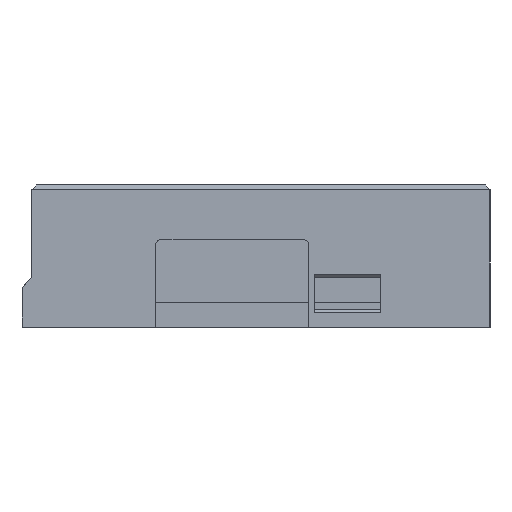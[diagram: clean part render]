
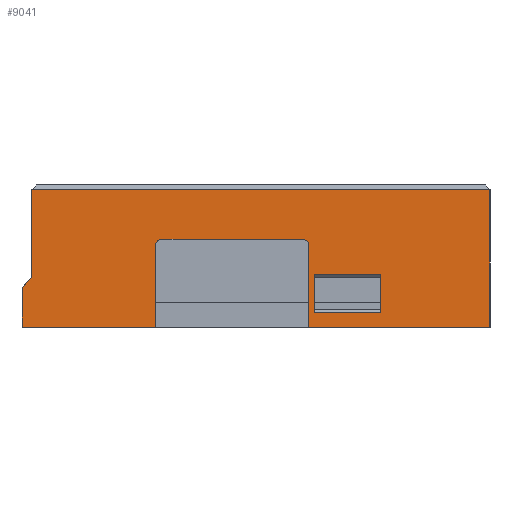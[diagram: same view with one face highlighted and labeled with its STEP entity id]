
A CAD part, left-side view. The second image highlights one B-rep face of the part: STEP entity #9041.
In plain terms, the highlighted planar face has unit normal (-1, 0, 0).
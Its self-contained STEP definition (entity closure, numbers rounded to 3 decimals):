
#78=FACE_BOUND('',#958,.T.);
#231=CIRCLE('',#9613,1.3);
#232=CIRCLE('',#9614,1.3);
#467=FACE_OUTER_BOUND('',#957,.T.);
#957=EDGE_LOOP('',(#6972,#6973,#6974,#6975,#6976,#6977,#6978,#6979,#6980,
#6981,#6982,#6983));
#958=EDGE_LOOP('',(#6984,#6985,#6986,#6987));
#1302=LINE('',#12320,#2486);
#1309=LINE('',#12335,#2493);
#1326=LINE('',#12371,#2510);
#1340=LINE('',#12400,#2524);
#1899=LINE('',#13711,#3083);
#1900=LINE('',#13713,#3084);
#1901=LINE('',#13715,#3085);
#1902=LINE('',#13717,#3086);
#1903=LINE('',#13721,#3087);
#1904=LINE('',#13725,#3088);
#1905=LINE('',#13727,#3089);
#1906=LINE('',#13728,#3090);
#1907=LINE('',#13729,#3091);
#1908=LINE('',#13730,#3092);
#2486=VECTOR('',#9963,10.);
#2493=VECTOR('',#9974,10.);
#2510=VECTOR('',#9997,10.);
#2524=VECTOR('',#10017,10.);
#3083=VECTOR('',#11146,10.);
#3084=VECTOR('',#11149,10.);
#3085=VECTOR('',#11150,10.);
#3086=VECTOR('',#11151,10.);
#3087=VECTOR('',#11154,10.);
#3088=VECTOR('',#11157,10.);
#3089=VECTOR('',#11158,10.);
#3090=VECTOR('',#11159,10.);
#3091=VECTOR('',#11160,10.);
#3092=VECTOR('',#11161,10.);
#3653=VERTEX_POINT('',#12313);
#3656=VERTEX_POINT('',#12318);
#3659=VERTEX_POINT('',#12328);
#3662=VERTEX_POINT('',#12333);
#3677=VERTEX_POINT('',#12368);
#3678=VERTEX_POINT('',#12370);
#3690=VERTEX_POINT('',#12399);
#4155=VERTEX_POINT('',#13699);
#4157=VERTEX_POINT('',#13707);
#4158=VERTEX_POINT('',#13714);
#4159=VERTEX_POINT('',#13716);
#4160=VERTEX_POINT('',#13718);
#4161=VERTEX_POINT('',#13720);
#4162=VERTEX_POINT('',#13722);
#4163=VERTEX_POINT('',#13724);
#4164=VERTEX_POINT('',#13726);
#4536=EDGE_CURVE('',#3656,#3653,#1302,.T.);
#4543=EDGE_CURVE('',#3662,#3659,#1309,.T.);
#4560=EDGE_CURVE('',#3677,#3678,#1326,.T.);
#4574=EDGE_CURVE('',#3690,#3677,#1340,.T.);
#5232=EDGE_CURVE('',#4155,#4157,#1899,.T.);
#5233=EDGE_CURVE('',#3678,#4155,#1900,.T.);
#5234=EDGE_CURVE('',#4158,#3690,#1901,.T.);
#5235=EDGE_CURVE('',#4158,#4159,#1902,.T.);
#5236=EDGE_CURVE('',#4159,#4160,#231,.T.);
#5237=EDGE_CURVE('',#4160,#4161,#1903,.T.);
#5238=EDGE_CURVE('',#4161,#4162,#232,.T.);
#5239=EDGE_CURVE('',#4162,#4163,#1904,.T.);
#5240=EDGE_CURVE('',#4164,#4163,#1905,.T.);
#5241=EDGE_CURVE('',#4164,#4157,#1906,.T.);
#5242=EDGE_CURVE('',#3656,#3659,#1907,.T.);
#5243=EDGE_CURVE('',#3662,#3653,#1908,.T.);
#6972=ORIENTED_EDGE('',*,*,#5232,.F.);
#6973=ORIENTED_EDGE('',*,*,#5233,.F.);
#6974=ORIENTED_EDGE('',*,*,#4560,.F.);
#6975=ORIENTED_EDGE('',*,*,#4574,.F.);
#6976=ORIENTED_EDGE('',*,*,#5234,.F.);
#6977=ORIENTED_EDGE('',*,*,#5235,.T.);
#6978=ORIENTED_EDGE('',*,*,#5236,.T.);
#6979=ORIENTED_EDGE('',*,*,#5237,.T.);
#6980=ORIENTED_EDGE('',*,*,#5238,.T.);
#6981=ORIENTED_EDGE('',*,*,#5239,.T.);
#6982=ORIENTED_EDGE('',*,*,#5240,.F.);
#6983=ORIENTED_EDGE('',*,*,#5241,.T.);
#6984=ORIENTED_EDGE('',*,*,#5242,.T.);
#6985=ORIENTED_EDGE('',*,*,#4543,.F.);
#6986=ORIENTED_EDGE('',*,*,#5243,.T.);
#6987=ORIENTED_EDGE('',*,*,#4536,.F.);
#8596=PLANE('',#9612);
#9041=ADVANCED_FACE('',(#467,#78),#8596,.T.);
#9612=AXIS2_PLACEMENT_3D('',#13712,#11147,#11148);
#9613=AXIS2_PLACEMENT_3D('',#13719,#11152,#11153);
#9614=AXIS2_PLACEMENT_3D('',#13723,#11155,#11156);
#9963=DIRECTION('',(0.,1.,0.));
#9974=DIRECTION('',(0.,-1.,0.));
#9997=DIRECTION('',(0.,-0.707,0.707));
#10017=DIRECTION('',(0.,0.,1.));
#11146=DIRECTION('',(0.,-1.,0.));
#11147=DIRECTION('center_axis',(-1.,0.,0.));
#11148=DIRECTION('ref_axis',(0.,-1.,0.));
#11149=DIRECTION('',(0.,0.,1.));
#11150=DIRECTION('',(0.,1.,0.));
#11151=DIRECTION('',(0.,0.,1.));
#11152=DIRECTION('center_axis',(1.,0.,0.));
#11153=DIRECTION('ref_axis',(0.,0.,1.));
#11154=DIRECTION('',(0.,-1.,0.));
#11155=DIRECTION('center_axis',(1.,0.,0.));
#11156=DIRECTION('ref_axis',(0.,-1.,0.));
#11157=DIRECTION('',(0.,0.,-1.));
#11158=DIRECTION('',(0.,1.,0.));
#11159=DIRECTION('',(0.,0.,1.));
#11160=DIRECTION('',(0.,0.,-1.));
#11161=DIRECTION('',(0.,0.,1.));
#12313=CARTESIAN_POINT('',(-3.3,22.,23.7));
#12318=CARTESIAN_POINT('',(-3.3,8.626,23.7));
#12320=CARTESIAN_POINT('',(-3.3,50.35,23.7));
#12328=CARTESIAN_POINT('',(-3.3,8.626,16.2));
#12333=CARTESIAN_POINT('',(-3.3,22.,16.2));
#12335=CARTESIAN_POINT('',(-3.3,43.663,16.2));
#12368=CARTESIAN_POINT('',(-3.3,80.7,21.2));
#12370=CARTESIAN_POINT('',(-3.3,78.7,23.2));
#12371=CARTESIAN_POINT('',(-3.3,80.45,21.45));
#12399=CARTESIAN_POINT('',(-3.3,80.7,13.2));
#12400=CARTESIAN_POINT('',(-3.3,80.7,18.2));
#13699=CARTESIAN_POINT('',(-3.3,78.7,40.8));
#13707=CARTESIAN_POINT('',(-3.3,-13.3,40.8));
#13711=CARTESIAN_POINT('',(-3.3,55.7,40.8));
#13712=CARTESIAN_POINT('Origin',(-3.3,78.7,18.2));
#13713=CARTESIAN_POINT('',(-3.3,78.7,18.2));
#13714=CARTESIAN_POINT('',(-3.3,53.887,13.2));
#13715=CARTESIAN_POINT('',(-3.3,78.7,13.2));
#13716=CARTESIAN_POINT('',(-3.3,53.887,29.545));
#13717=CARTESIAN_POINT('',(-3.3,53.887,15.7));
#13718=CARTESIAN_POINT('',(-3.3,52.587,30.845));
#13719=CARTESIAN_POINT('Origin',(-3.3,52.587,29.545));
#13720=CARTESIAN_POINT('',(-3.3,24.377,30.845));
#13721=CARTESIAN_POINT('',(-3.3,65.644,30.845));
#13722=CARTESIAN_POINT('',(-3.3,23.077,29.545));
#13723=CARTESIAN_POINT('Origin',(-3.3,24.377,29.545));
#13724=CARTESIAN_POINT('',(-3.3,23.077,13.2));
#13725=CARTESIAN_POINT('',(-3.3,23.077,23.873));
#13726=CARTESIAN_POINT('',(-3.3,-13.3,13.2));
#13727=CARTESIAN_POINT('',(-3.3,78.7,13.2));
#13728=CARTESIAN_POINT('',(-3.3,-13.3,18.2));
#13729=CARTESIAN_POINT('',(-3.3,8.626,18.2));
#13730=CARTESIAN_POINT('',(-3.3,22.,18.2));
